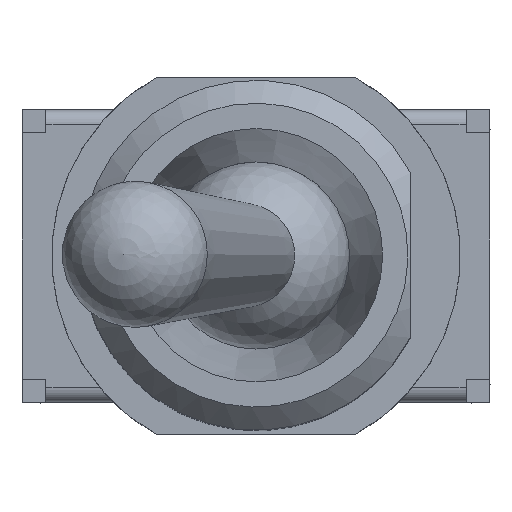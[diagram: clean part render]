
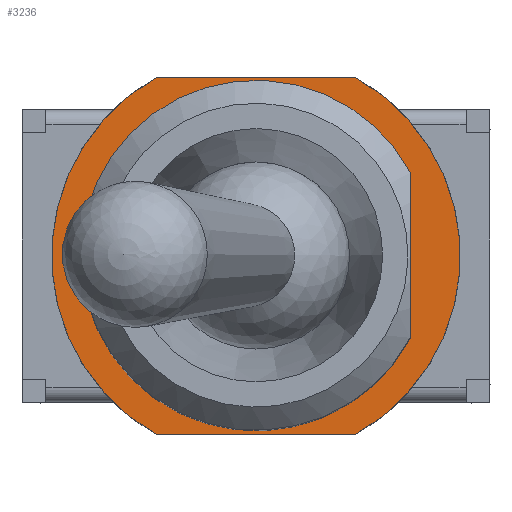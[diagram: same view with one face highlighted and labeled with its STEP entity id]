
A CAD part, top view. The second image highlights one B-rep face of the part: STEP entity #3236.
In plain terms, the highlighted planar face has unit normal (0, 0, 1).
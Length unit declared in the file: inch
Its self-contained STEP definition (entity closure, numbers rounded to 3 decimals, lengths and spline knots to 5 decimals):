
#33=FACE_BOUND('',#1153,.T.);
#81=PLANE('',#3495);
#286=LINE('',#5430,#625);
#289=LINE('',#5440,#628);
#292=LINE('',#5448,#631);
#625=VECTOR('',#4013,0.3937);
#628=VECTOR('',#4024,0.3937);
#631=VECTOR('',#4035,0.3937);
#966=FACE_OUTER_BOUND('',#1152,.T.);
#1152=EDGE_LOOP('',(#2637,#2638,#2639,#2640));
#1153=EDGE_LOOP('',(#2641,#2642));
#1309=CIRCLE('',#3484,0.11969);
#1310=CIRCLE('',#3488,0.13976);
#1312=CIRCLE('',#3492,0.13976);
#1546=VERTEX_POINT('',#5423);
#1547=VERTEX_POINT('',#5425);
#1548=VERTEX_POINT('',#5432);
#1549=VERTEX_POINT('',#5433);
#1550=VERTEX_POINT('',#5439);
#1551=VERTEX_POINT('',#5443);
#1932=EDGE_CURVE('',#1547,#1546,#1309,.T.);
#1934=EDGE_CURVE('',#1546,#1547,#286,.T.);
#1935=EDGE_CURVE('',#1548,#1549,#1310,.T.);
#1939=EDGE_CURVE('',#1549,#1550,#289,.T.);
#1941=EDGE_CURVE('',#1550,#1551,#1312,.T.);
#1944=EDGE_CURVE('',#1551,#1548,#292,.T.);
#2637=ORIENTED_EDGE('',*,*,#1935,.F.);
#2638=ORIENTED_EDGE('',*,*,#1944,.F.);
#2639=ORIENTED_EDGE('',*,*,#1941,.F.);
#2640=ORIENTED_EDGE('',*,*,#1939,.F.);
#2641=ORIENTED_EDGE('',*,*,#1932,.T.);
#2642=ORIENTED_EDGE('',*,*,#1934,.T.);
#3236=ADVANCED_FACE('',(#966,#33),#81,.T.);
#3484=AXIS2_PLACEMENT_3D('',#5426,#4006,#4007);
#3488=AXIS2_PLACEMENT_3D('',#5434,#4016,#4017);
#3492=AXIS2_PLACEMENT_3D('',#5444,#4028,#4029);
#3495=AXIS2_PLACEMENT_3D('',#5449,#4036,#4037);
#4006=DIRECTION('center_axis',(0.,0.,
-1.));
#4007=DIRECTION('ref_axis',(0.882,0.472,0.));
#4013=DIRECTION('',(0.,-1.,0.));
#4016=DIRECTION('center_axis',(0.,0.,
-1.));
#4017=DIRECTION('ref_axis',(-0.487,0.873,0.));
#4024=DIRECTION('',(-1.,0.,0.));
#4028=DIRECTION('center_axis',(0.,0.,
-1.));
#4029=DIRECTION('ref_axis',(0.487,-0.873,0.));
#4035=DIRECTION('',(1.,0.,0.));
#4036=DIRECTION('center_axis',(0.,0.,
1.));
#4037=DIRECTION('ref_axis',(1.,0.,0.));
#5423=CARTESIAN_POINT('',(0.10551,0.0565,0.30866));
#5425=CARTESIAN_POINT('',(0.10551,-0.0565,0.30866));
#5426=CARTESIAN_POINT('Origin',(0.,0.,
0.30866));
#5430=CARTESIAN_POINT('',(0.10551,0.02825,0.30866));
#5432=CARTESIAN_POINT('',(0.06811,0.12205,0.30866));
#5433=CARTESIAN_POINT('',(0.06811,-0.12205,0.30866));
#5434=CARTESIAN_POINT('Origin',(0.,0.,
0.30866));
#5439=CARTESIAN_POINT('',(-0.06811,-0.12205,0.30866));
#5440=CARTESIAN_POINT('',(0.06811,-0.12205,0.30866));
#5443=CARTESIAN_POINT('',(-0.06811,0.12205,0.30866));
#5444=CARTESIAN_POINT('Origin',(0.,0.,
0.30866));
#5448=CARTESIAN_POINT('',(-0.06811,0.12205,0.30866));
#5449=CARTESIAN_POINT('Origin',(0.,0.,
0.30866));
